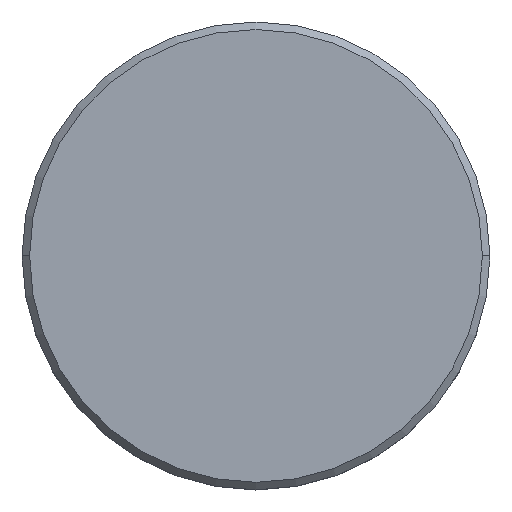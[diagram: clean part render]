
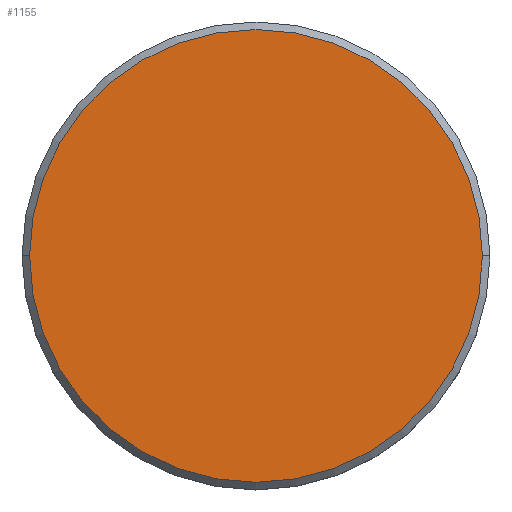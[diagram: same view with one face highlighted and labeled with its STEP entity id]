
A CAD part, top view. The second image highlights one B-rep face of the part: STEP entity #1155.
In plain terms, the highlighted planar face has unit normal (0, 0, 1).
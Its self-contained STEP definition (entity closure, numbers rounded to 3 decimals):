
#13 = PLANE ( 'NONE',  #878 ) ;
#169 = DIRECTION ( 'NONE',  ( 0., 0., 1. ) ) ;
#191 = EDGE_CURVE ( 'NONE', #368, #352, #260, .T. ) ;
#229 = AXIS2_PLACEMENT_3D ( 'NONE', #809, #1171, #276 ) ;
#260 = CIRCLE ( 'NONE', #465, 15. ) ;
#276 = DIRECTION ( 'NONE',  ( 1., 0., 0. ) ) ;
#285 = ORIENTED_EDGE ( 'NONE', *, *, #191, .T. ) ;
#335 = DIRECTION ( 'NONE',  ( 0., 0., 1. ) ) ;
#352 = VERTEX_POINT ( 'NONE', #763 ) ;
#367 = CARTESIAN_POINT ( 'NONE',  ( 0., 0., 0. ) ) ;
#368 = VERTEX_POINT ( 'NONE', #390 ) ;
#390 = CARTESIAN_POINT ( 'NONE',  ( 15., 0., 0. ) ) ;
#465 = AXIS2_PLACEMENT_3D ( 'NONE', #1065, #335, #708 ) ;
#519 = DIRECTION ( 'NONE',  ( 1., 0., 0. ) ) ;
#708 = DIRECTION ( 'NONE',  ( 1., 0., 0. ) ) ;
#763 = CARTESIAN_POINT ( 'NONE',  ( -15., 0., 0. ) ) ;
#789 = EDGE_LOOP ( 'NONE', ( #982, #285 ) ) ;
#809 = CARTESIAN_POINT ( 'NONE',  ( 0., 0., 0. ) ) ;
#829 = FACE_OUTER_BOUND ( 'NONE', #789, .T. ) ;
#878 = AXIS2_PLACEMENT_3D ( 'NONE', #367, #169, #519 ) ;
#982 = ORIENTED_EDGE ( 'NONE', *, *, #1181, .T. ) ;
#1036 = CIRCLE ( 'NONE', #229, 15. ) ;
#1065 = CARTESIAN_POINT ( 'NONE',  ( 0., 0., 0. ) ) ;
#1155 = ADVANCED_FACE ( 'NONE', ( #829 ), #13, .T. ) ;
#1171 = DIRECTION ( 'NONE',  ( 0., 0., 1. ) ) ;
#1181 = EDGE_CURVE ( 'NONE', #352, #368, #1036, .T. ) ;
